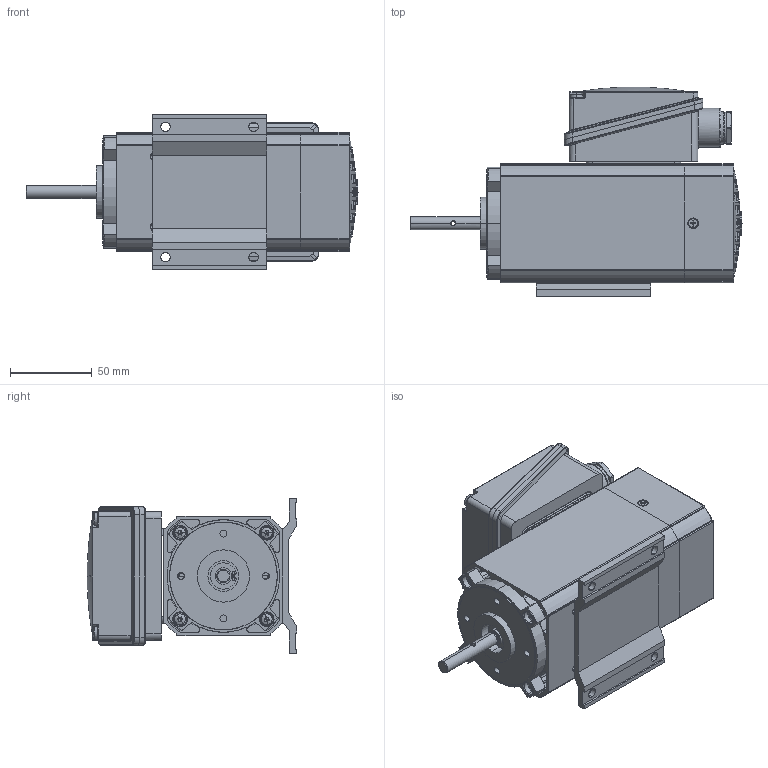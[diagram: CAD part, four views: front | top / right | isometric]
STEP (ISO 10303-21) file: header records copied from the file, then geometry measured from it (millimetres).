
FILE_DESCRIPTION(('STEP AP214'),'1');
FILE_NAME('tmp0.STEP','2015-06-17T12:35:01',(' '),(' '),'Spatial InterOp 3D',' ',' ');
FILE_SCHEMA(('automotive_design'));
Length unit declared in the file: millimetre
Products named in the file (1043): NONE; 1
Bounding box: 203.5 x 128.5 x 95 mm (x, y, z)
Volume: 26787.7 mm3; surface area: 145663.8 mm2
Topology: 1 solids, 1043 shells, 1074 faces, 5365 edges, 5311 vertices
Faces by surface type: plane 520, cylinder 357, torus 67, cone 48, bspline 41, sphere 41
Entity records: 96165 total; most frequent: CARTESIAN_POINT 19934, DIRECTION 11120, ORIENTED_EDGE 5433, EDGE_CURVE 5343, VERTEX_POINT 5313, AXIS2_PLACEMENT_3D 4313, LINE 2494, VECTOR 2494
